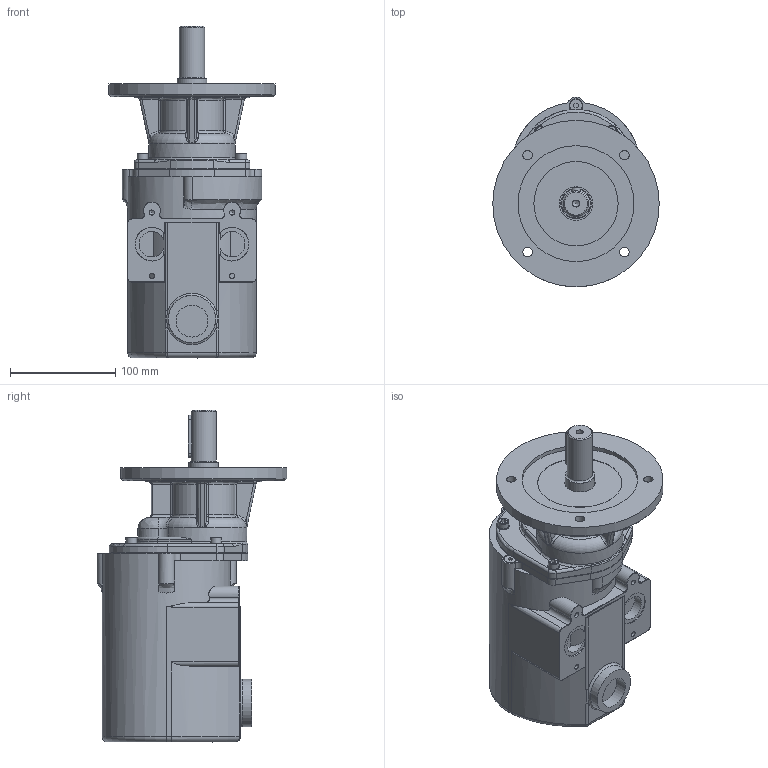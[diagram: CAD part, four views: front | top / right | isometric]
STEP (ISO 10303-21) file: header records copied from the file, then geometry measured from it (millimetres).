
FILE_DESCRIPTION((''),'2;1');
FILE_NAME('MU 300-1400_46660065_1.stp','2011-09-13T15:24:58',('ibasyouni'),(''),'Autodesk Inventor 2008','Autodesk Inventor 2008','');
FILE_SCHEMA(('AUTOMOTIVE_DESIGN { 1 0 10303 214 1 1 1 1 }'));
Length unit declared in the file: millimetre
Products named in the file (1): MU 300-1400_46660065_1
Bounding box: 158 x 180.25 x 315 mm (x, y, z)
Volume: 2962289.9 mm3; surface area: 180836.4 mm2
Topology: 1 solids, 1 shells, 423 faces, 1031 edges, 635 vertices
Faces by surface type: plane 145, cylinder 145, bspline 82, torus 35, cone 16
Full cylindrical faces by diameter (mm): 4.917 x6, 4.95 x1, 6.647 x1, 9 x4, 10 x5, 11 x5, 12 x3, 24 x1, 28 x1, 28.802 x1, 29 x1, 30.291 x1, 32 x1, 38.198 x1, 40 x1, 45 x1, 80 x1, 110 x2, 158 x1
Entity records: 21884 total; most frequent: CARTESIAN_POINT 12186, ORIENTED_EDGE 1876, DIRECTION 1852, EDGE_CURVE 938, AXIS2_PLACEMENT_3D 762, VERTEX_POINT 606, EDGE_LOOP 520, FACE_OUTER_BOUND 423
